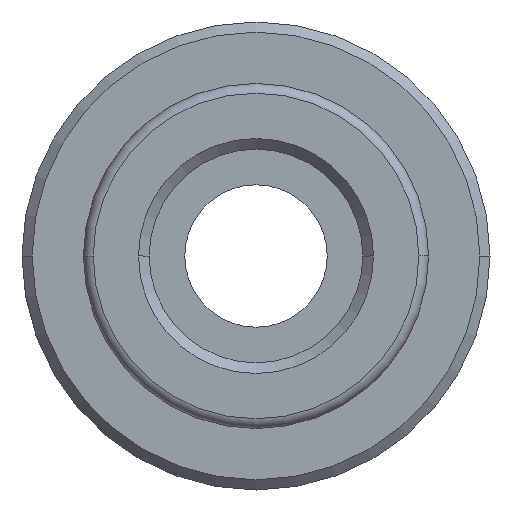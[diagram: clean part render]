
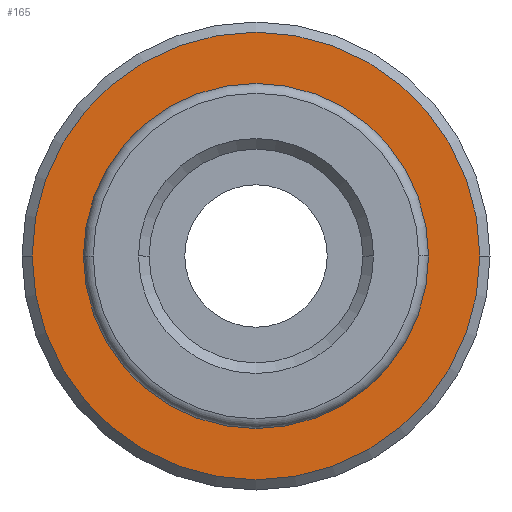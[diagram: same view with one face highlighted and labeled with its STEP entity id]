
A CAD part, front view. The second image highlights one B-rep face of the part: STEP entity #165.
In plain terms, the highlighted planar face has unit normal (0, -1, 0).
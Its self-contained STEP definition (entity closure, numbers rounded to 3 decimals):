
#165=ADVANCED_FACE('',(#373,#374),#375,.T.);
#373=FACE_OUTER_BOUND('',#624,.T.);
#374=FACE_BOUND('',#625,.T.);
#375=PLANE('',#626);
#624=EDGE_LOOP('',(#1032,#1033));
#625=EDGE_LOOP('',(#1034,#1035));
#626=AXIS2_PLACEMENT_3D('',#1036,#1037,#1038);
#1032=ORIENTED_EDGE('',*,*,#1549,.F.);
#1033=ORIENTED_EDGE('',*,*,#1496,.F.);
#1034=ORIENTED_EDGE('',*,*,#1550,.T.);
#1035=ORIENTED_EDGE('',*,*,#1551,.T.);
#1036=CARTESIAN_POINT('',(9.5,4.0,0.0));
#1037=DIRECTION('',(0.,-1.0,0.0));
#1038=DIRECTION('',(-1.0,0.,-0.0));
#1496=EDGE_CURVE('',#1789,#1784,#1791,.T.);
#1549=EDGE_CURVE('',#1784,#1789,#1862,.T.);
#1550=EDGE_CURVE('',#1863,#1864,#1865,.T.);
#1551=EDGE_CURVE('',#1864,#1863,#1866,.T.);
#1784=VERTEX_POINT('',#2273);
#1789=VERTEX_POINT('',#2279);
#1791=CIRCLE('',#2282,11.0);
#1862=CIRCLE('',#2434,11.0);
#1863=VERTEX_POINT('',#2435);
#1864=VERTEX_POINT('',#2436);
#1865=CIRCLE('',#2437,8.0);
#1866=CIRCLE('',#2438,8.0);
#2273=CARTESIAN_POINT('',(11.0,4.0,0.0));
#2279=CARTESIAN_POINT('',(-11.0,4.0,0.));
#2282=AXIS2_PLACEMENT_3D('',#2761,#2762,#2763);
#2434=AXIS2_PLACEMENT_3D('',#2827,#2828,#2829);
#2435=CARTESIAN_POINT('',(8.0,4.0,0.0));
#2436=CARTESIAN_POINT('',(-8.0,4.0,0.));
#2437=AXIS2_PLACEMENT_3D('',#2830,#2831,#2832);
#2438=AXIS2_PLACEMENT_3D('',#2833,#2834,#2835);
#2761=CARTESIAN_POINT('',(0.0,4.0,0.0));
#2762=DIRECTION('',(-0.0,1.0,0.0));
#2763=DIRECTION('',(1.0,0.0,0.0));
#2827=CARTESIAN_POINT('',(0.0,4.0,0.0));
#2828=DIRECTION('',(-0.0,1.0,0.0));
#2829=DIRECTION('',(1.0,0.0,0.0));
#2830=CARTESIAN_POINT('',(0.0,4.0,0.0));
#2831=DIRECTION('',(-0.0,1.0,0.0));
#2832=DIRECTION('',(1.0,0.0,0.0));
#2833=CARTESIAN_POINT('',(0.0,4.0,0.0));
#2834=DIRECTION('',(-0.0,1.0,0.0));
#2835=DIRECTION('',(1.0,0.0,0.0));
